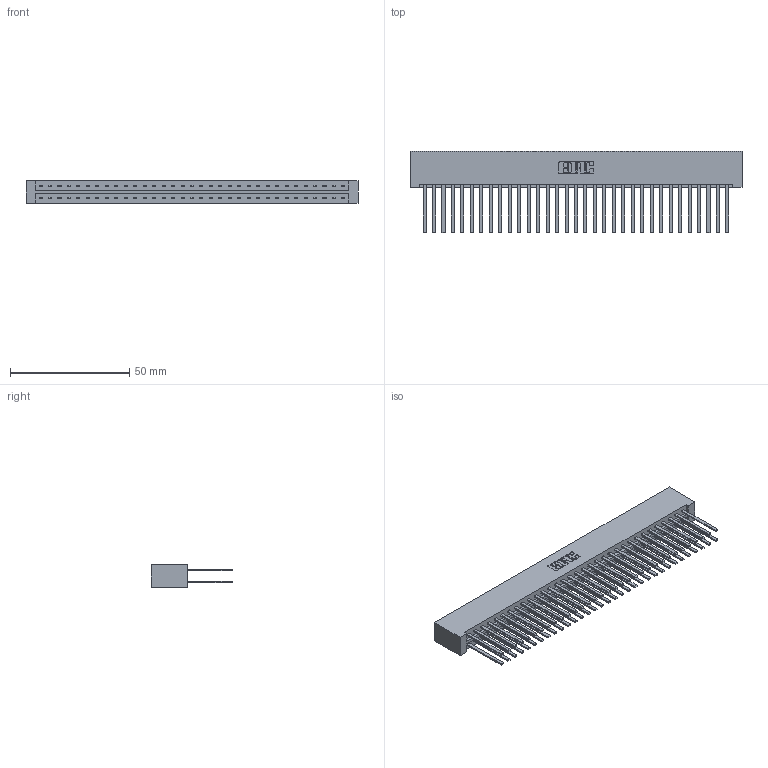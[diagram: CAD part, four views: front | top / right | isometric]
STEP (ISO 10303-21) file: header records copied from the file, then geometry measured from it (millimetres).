
FILE_DESCRIPTION (( 'STEP AP203' ), '1' );
FILE_NAME ('833-066-544-201.STEP', '2020-06-05T09:11:07', ( '' ), ( '' ), 'SwSTEP 2.0', 'SolidWorks 2020', '' );
FILE_SCHEMA (( 'CONFIG_CONTROL_DESIGN' ));
Length unit declared in the file: inch
Products named in the file (3): 833 Part_Lugless; 833-066-544-201; 345-292-001_345-293-144
Assembly tree (67 placements, depth 2):
  833-066-544-201
    833 Part_Lugless
    345-292-001_345-293-144  x66
Bounding box: 139.01 x 34.3 x 9.4 mm (x, y, z)
Volume: 15665.8 mm3; surface area: 21427.4 mm2
Topology: 67 solids, 67 shells, 3142 faces, 9329 edges, 6130 vertices
Faces by surface type: plane 2178, cylinder 964
Entity records: 21933 total; most frequent: CARTESIAN_POINT 3642, ORIENTED_EDGE 3578, DIRECTION 3117, EDGE_CURVE 1789, VECTOR 1673, LINE 1673, VERTEX_POINT 1190, AXIS2_PLACEMENT_3D 722
